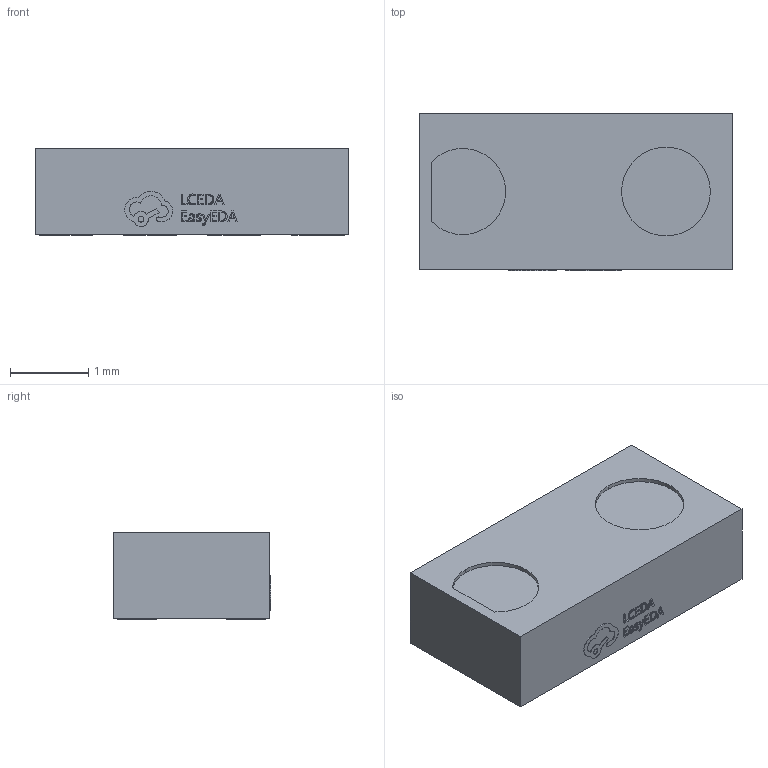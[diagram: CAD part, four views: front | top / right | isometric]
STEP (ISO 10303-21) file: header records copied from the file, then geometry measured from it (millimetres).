
FILE_DESCRIPTION (( 'STEP AP214' ), '1' );
FILE_NAME ('SENSOR-SMD_8P-L4.0-W2.0-P1.08-BL.STEP', '2024-04-22T02:37:25', ( '�����û�' ), ( '΢���й�' ), 'SwSTEP 2.0', 'SolidWorks 2020', '' );
FILE_SCHEMA (( 'AUTOMOTIVE_DESIGN' ));
Length unit declared in the file: millimetre
Products named in the file (1): SENSOR-SMD_8P-L4.0-W2.0-P1.08-BL
Bounding box: 4 x 2.01 x 1.11 mm (x, y, z)
Volume: 8.7 mm3; surface area: 29.8 mm2
Topology: 1 solids, 1 shells, 278 faces, 741 edges, 494 vertices
Faces by surface type: plane 175, bspline 98, cylinder 5
Entity records: 12179 total; most frequent: CARTESIAN_POINT 2820, ORIENTED_EDGE 1482, DIRECTION 913, EDGE_CURVE 741, LINE 531, VECTOR 531, VERTEX_POINT 494, EDGE_LOOP 307
